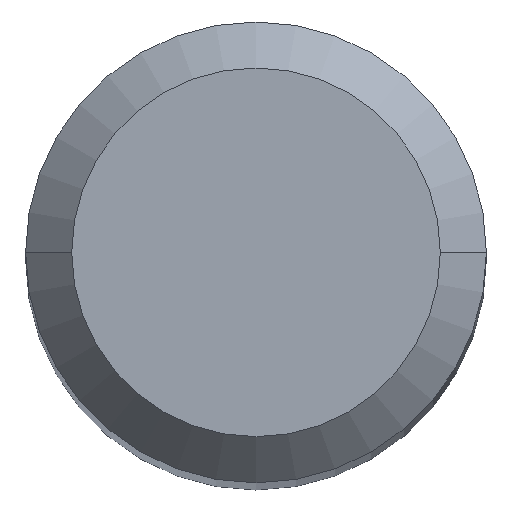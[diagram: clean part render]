
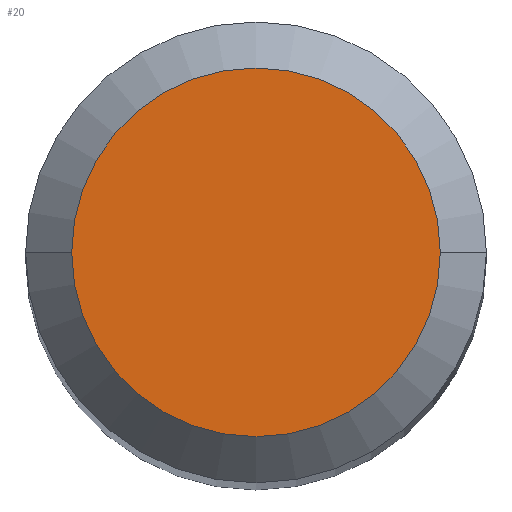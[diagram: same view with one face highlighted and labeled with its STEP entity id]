
A CAD part, top view. The second image highlights one B-rep face of the part: STEP entity #20.
In plain terms, the highlighted planar face has unit normal (0, 0, 1).
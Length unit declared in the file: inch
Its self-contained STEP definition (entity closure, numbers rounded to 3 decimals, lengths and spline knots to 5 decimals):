
#17 = DIRECTION ( 'NONE',  ( 1., 0., 0. ) ) ;
#20 = ADVANCED_FACE ( 'NONE', ( #210 ), #358, .F. ) ;
#46 = CARTESIAN_POINT ( 'NONE',  ( 0.04724, 0., 0. ) ) ;
#80 = CARTESIAN_POINT ( 'NONE',  ( 0., 0., 0. ) ) ;
#95 = CARTESIAN_POINT ( 'NONE',  ( 0., 0., 0. ) ) ;
#102 = DIRECTION ( 'NONE',  ( 0., 0., 1. ) ) ;
#103 = EDGE_LOOP ( 'NONE', ( #280, #390 ) ) ;
#131 = DIRECTION ( 'NONE',  ( -1., 0., 0. ) ) ;
#151 = DIRECTION ( 'NONE',  ( 1., 0., 0. ) ) ;
#166 = EDGE_CURVE ( 'NONE', #212, #476, #206, .T. ) ;
#199 = DIRECTION ( 'NONE',  ( 0., 0., 1. ) ) ;
#206 = CIRCLE ( 'NONE', #279, 0.04724 ) ;
#208 = CARTESIAN_POINT ( 'NONE',  ( 0., 0., 0. ) ) ;
#210 = FACE_OUTER_BOUND ( 'NONE', #103, .T. ) ;
#212 = VERTEX_POINT ( 'NONE', #46 ) ;
#220 = AXIS2_PLACEMENT_3D ( 'NONE', #95, #102, #17 ) ;
#260 = CARTESIAN_POINT ( 'NONE',  ( -0.04724, 0., 0. ) ) ;
#279 = AXIS2_PLACEMENT_3D ( 'NONE', #80, #199, #151 ) ;
#280 = ORIENTED_EDGE ( 'NONE', *, *, #346, .T. ) ;
#319 = DIRECTION ( 'NONE',  ( 0., 0., -1. ) ) ;
#336 = AXIS2_PLACEMENT_3D ( 'NONE', #208, #319, #131 ) ;
#346 = EDGE_CURVE ( 'NONE', #476, #212, #379, .T. ) ;
#358 = PLANE ( 'NONE',  #336 ) ;
#379 = CIRCLE ( 'NONE', #220, 0.04724 ) ;
#390 = ORIENTED_EDGE ( 'NONE', *, *, #166, .T. ) ;
#476 = VERTEX_POINT ( 'NONE', #260 ) ;
